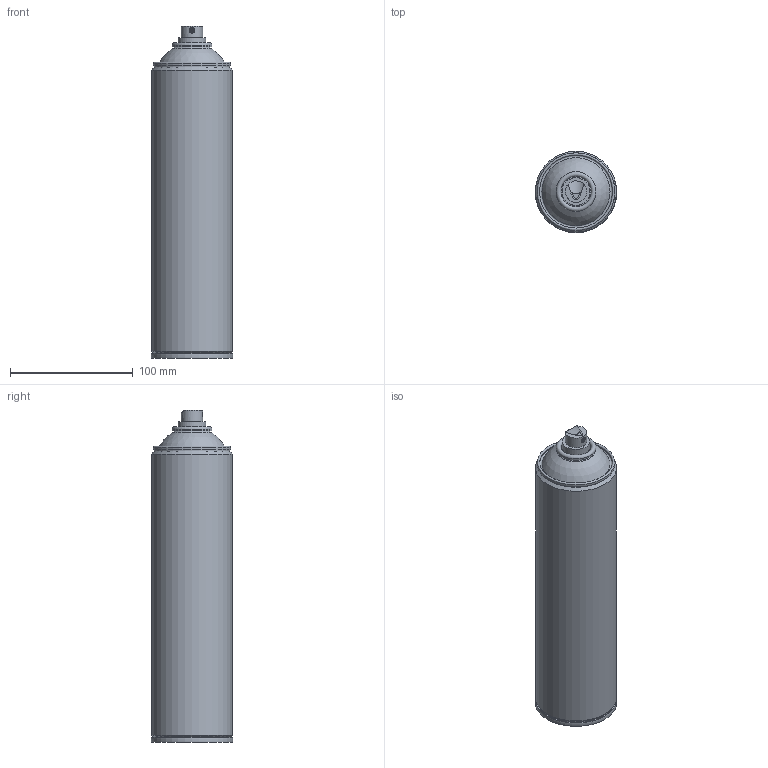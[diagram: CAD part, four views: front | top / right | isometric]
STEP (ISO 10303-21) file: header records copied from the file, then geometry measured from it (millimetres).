
FILE_DESCRIPTION(('FreeCAD Model'),'2;1');
FILE_NAME('Lac-Can-600ml-with-nozzle.step','2018-01-10T20:35:48',('Author'),( ''),'Open CASCADE STEP processor 6.8','FreeCAD','Unknown');
FILE_SCHEMA(('AUTOMOTIVE_DESIGN_CC2 { 1 2 10303 214 -1 1 5 4 }'));
Length unit declared in the file: millimetre
Products named in the file (1): Compound
Bounding box: 66.26 x 66.26 x 270.5 mm (x, y, z)
Volume: 840886.9 mm3; surface area: 62839.5 mm2
Topology: 2 solids, 2 shells, 68 faces, 156 edges, 104 vertices
Faces by surface type: cylinder 30, plane 25, torus 6, cone 5, sphere 1, revolution 1
Full cylindrical faces by diameter (mm): 1 x1, 1.75 x1, 3 x1, 3.85 x1, 4 x2, 4.5 x1, 6.65 x1, 12.8 x1, 17.45 x1, 20.25 x1, 22.65 x1, 24.5 x1, 32.5 x1, 59.31 x1, 61.3 x1, 64 x1, 66 x1
Entity records: 9726 total; most frequent: CARTESIAN_POINT 6221, DIRECTION 524, ORIENTED_EDGE 312, PCURVE 312, DEFINITIONAL_REPRESENTATION 312, LINE 229, VECTOR 229, EDGE_CURVE 156
